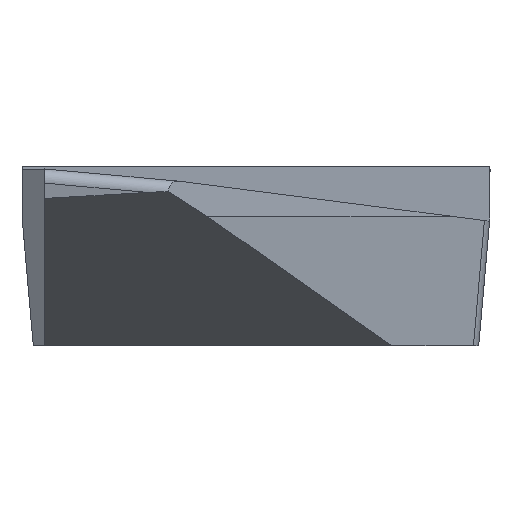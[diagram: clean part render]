
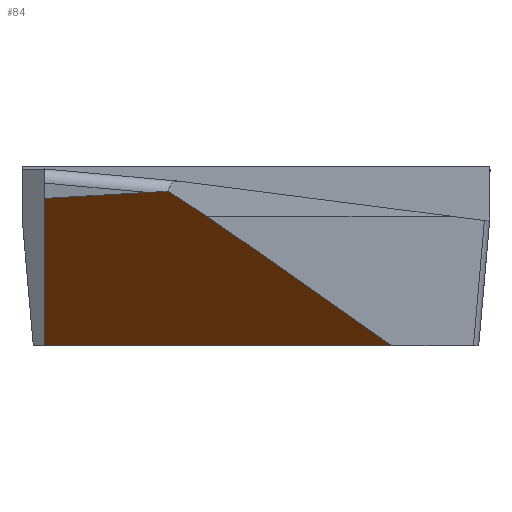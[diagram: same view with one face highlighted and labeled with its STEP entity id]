
A CAD part, left-side view. The second image highlights one B-rep face of the part: STEP entity #84.
In plain terms, the highlighted planar face has unit normal (-0.528, -0.087, -0.845).
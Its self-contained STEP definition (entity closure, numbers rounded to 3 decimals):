
#44=ELLIPSE('',#595,1.923,0.2);
#58=FACE_OUTER_BOUND('',#143,.T.);
#84=ADVANCED_FACE('',(#58),#110,.T.);
#110=PLANE('',#596);
#143=EDGE_LOOP('',(#219,#220,#221,#222,#223,#224));
#219=ORIENTED_EDGE('',*,*,#403,.F.);
#220=ORIENTED_EDGE('',*,*,#406,.F.);
#221=ORIENTED_EDGE('',*,*,#380,.F.);
#222=ORIENTED_EDGE('',*,*,#399,.T.);
#223=ORIENTED_EDGE('',*,*,#395,.T.);
#224=ORIENTED_EDGE('',*,*,#407,.T.);
#329=VERTEX_POINT('',#862);
#330=VERTEX_POINT('',#864);
#339=VERTEX_POINT('',#892);
#340=VERTEX_POINT('',#893);
#344=VERTEX_POINT('',#906);
#346=VERTEX_POINT('',#909);
#380=EDGE_CURVE('',#329,#330,#450,.T.);
#395=EDGE_CURVE('',#339,#340,#465,.T.);
#399=EDGE_CURVE('',#329,#339,#468,.T.);
#403=EDGE_CURVE('',#344,#346,#472,.T.);
#406=EDGE_CURVE('',#330,#344,#474,.T.);
#407=EDGE_CURVE('',#340,#346,#44,.T.);
#450=LINE('',#863,#512);
#465=LINE('',#891,#527);
#468=LINE('',#900,#530);
#472=LINE('',#908,#534);
#474=LINE('',#914,#536);
#512=VECTOR('',#653,1.);
#527=VECTOR('',#676,1.);
#530=VECTOR('',#683,1.);
#534=VECTOR('',#689,1.);
#536=VECTOR('',#697,1.);
#595=AXIS2_PLACEMENT_3D('',#915,#698,#699);
#596=AXIS2_PLACEMENT_3D('',#916,#700,#701);
#653=DIRECTION('',(-0.163,0.987,0.));
#676=DIRECTION('',(-0.708,0.594,0.381));
#683=DIRECTION('',(-0.725,0.564,0.395));
#689=DIRECTION('',(0.072,-0.996,0.058));
#697=DIRECTION('',(-0.848,0.,0.53));
#698=DIRECTION('',(-0.528,-0.087,-0.845));
#699=DIRECTION('',(0.167,-0.986,-0.002));
#700=DIRECTION('',(-0.528,-0.087,-0.845));
#701=DIRECTION('',(0.848,0.,-0.53));
#862=CARTESIAN_POINT('',(-7.089,-2.406,-6.51));
#863=CARTESIAN_POINT('',(-6.276,-7.332,-6.51));
#864=CARTESIAN_POINT('',(-8.105,3.751,-6.51));
#891=CARTESIAN_POINT('',(3.58,-11.619,-12.226));
#892=CARTESIAN_POINT('',(-11.286,0.854,-4.224));
#893=CARTESIAN_POINT('',(-12.117,1.552,-3.776));
#900=CARTESIAN_POINT('',(4.537,-11.439,-12.843));
#906=CARTESIAN_POINT('',(-12.283,3.751,-3.899));
#908=CARTESIAN_POINT('',(-12.024,0.151,-3.69));
#909=CARTESIAN_POINT('',(-12.152,1.924,-3.793));
#914=CARTESIAN_POINT('',(-12.749,3.751,-3.609));
#915=CARTESIAN_POINT('',(-11.803,0.545,-3.869));
#916=CARTESIAN_POINT('',(-12.413,-3.48,-3.072));
